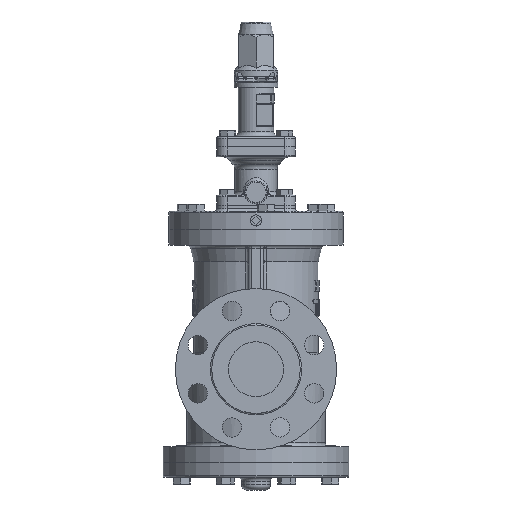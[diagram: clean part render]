
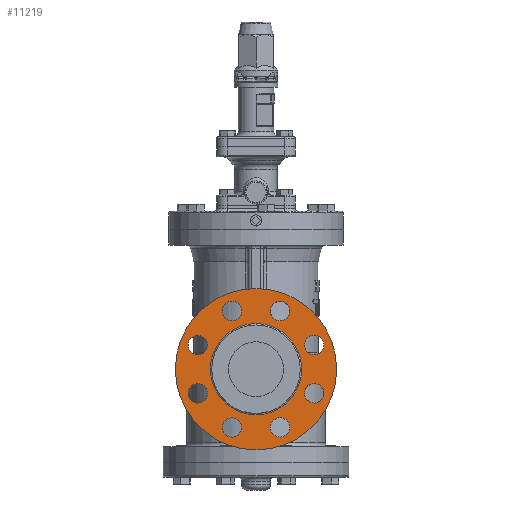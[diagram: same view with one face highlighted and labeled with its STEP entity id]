
A CAD part, left-side view. The second image highlights one B-rep face of the part: STEP entity #11219.
In plain terms, the highlighted planar face has unit normal (-1, 0, 0).
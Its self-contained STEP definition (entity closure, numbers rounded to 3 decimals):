
#743=FACE_BOUND('',#1710,.T.);
#744=FACE_BOUND('',#1711,.T.);
#745=FACE_BOUND('',#1712,.T.);
#746=FACE_BOUND('',#1713,.T.);
#747=FACE_BOUND('',#1714,.T.);
#748=FACE_BOUND('',#1715,.T.);
#749=FACE_BOUND('',#1716,.T.);
#750=FACE_BOUND('',#1717,.T.);
#751=FACE_BOUND('',#1718,.T.);
#934=FACE_OUTER_BOUND('',#1709,.T.);
#1709=EDGE_LOOP('',(#7635));
#1710=EDGE_LOOP('',(#7636));
#1711=EDGE_LOOP('',(#7637));
#1712=EDGE_LOOP('',(#7638));
#1713=EDGE_LOOP('',(#7639));
#1714=EDGE_LOOP('',(#7640));
#1715=EDGE_LOOP('',(#7641));
#1716=EDGE_LOOP('',(#7642));
#1717=EDGE_LOOP('',(#7643));
#1718=EDGE_LOOP('',(#7644));
#2594=CIRCLE('',#12003,95.5);
#2596=CIRCLE('',#12006,54.);
#2597=CIRCLE('',#12008,11.5);
#2598=CIRCLE('',#12009,11.5);
#2599=CIRCLE('',#12010,11.5);
#2600=CIRCLE('',#12011,11.5);
#2601=CIRCLE('',#12012,11.5);
#2602=CIRCLE('',#12013,11.5);
#2603=CIRCLE('',#12014,11.5);
#2604=CIRCLE('',#12015,11.5);
#4841=VERTEX_POINT('',#16741);
#4843=VERTEX_POINT('',#16746);
#4844=VERTEX_POINT('',#16749);
#4845=VERTEX_POINT('',#16751);
#4846=VERTEX_POINT('',#16753);
#4847=VERTEX_POINT('',#16755);
#4848=VERTEX_POINT('',#16757);
#4849=VERTEX_POINT('',#16759);
#4850=VERTEX_POINT('',#16761);
#4851=VERTEX_POINT('',#16763);
#5917=EDGE_CURVE('',#4841,#4841,#2594,.T.);
#5919=EDGE_CURVE('',#4843,#4843,#2596,.T.);
#5920=EDGE_CURVE('',#4844,#4844,#2597,.T.);
#5921=EDGE_CURVE('',#4845,#4845,#2598,.T.);
#5922=EDGE_CURVE('',#4846,#4846,#2599,.T.);
#5923=EDGE_CURVE('',#4847,#4847,#2600,.T.);
#5924=EDGE_CURVE('',#4848,#4848,#2601,.T.);
#5925=EDGE_CURVE('',#4849,#4849,#2602,.T.);
#5926=EDGE_CURVE('',#4850,#4850,#2603,.T.);
#5927=EDGE_CURVE('',#4851,#4851,#2604,.T.);
#7635=ORIENTED_EDGE('',*,*,#5917,.F.);
#7636=ORIENTED_EDGE('',*,*,#5920,.F.);
#7637=ORIENTED_EDGE('',*,*,#5921,.F.);
#7638=ORIENTED_EDGE('',*,*,#5922,.F.);
#7639=ORIENTED_EDGE('',*,*,#5923,.F.);
#7640=ORIENTED_EDGE('',*,*,#5924,.F.);
#7641=ORIENTED_EDGE('',*,*,#5925,.F.);
#7642=ORIENTED_EDGE('',*,*,#5926,.F.);
#7643=ORIENTED_EDGE('',*,*,#5927,.F.);
#7644=ORIENTED_EDGE('',*,*,#5919,.F.);
#10881=PLANE('',#12007);
#11219=ADVANCED_FACE('',(#934,#743,#744,#745,#746,#747,#748,#749,#750,#751),
#10881,.F.);
#12003=AXIS2_PLACEMENT_3D('',#16742,#13280,#13281);
#12006=AXIS2_PLACEMENT_3D('',#16747,#13286,#13287);
#12007=AXIS2_PLACEMENT_3D('',#16748,#13288,#13289);
#12008=AXIS2_PLACEMENT_3D('',#16750,#13290,#13291);
#12009=AXIS2_PLACEMENT_3D('',#16752,#13292,#13293);
#12010=AXIS2_PLACEMENT_3D('',#16754,#13294,#13295);
#12011=AXIS2_PLACEMENT_3D('',#16756,#13296,#13297);
#12012=AXIS2_PLACEMENT_3D('',#16758,#13298,#13299);
#12013=AXIS2_PLACEMENT_3D('',#16760,#13300,#13301);
#12014=AXIS2_PLACEMENT_3D('',#16762,#13302,#13303);
#12015=AXIS2_PLACEMENT_3D('',#16764,#13304,#13305);
#13280=DIRECTION('center_axis',(1.,0.,0.));
#13281=DIRECTION('ref_axis',(0.,0.,1.));
#13286=DIRECTION('center_axis',(-1.,0.,0.));
#13287=DIRECTION('ref_axis',(0.,0.,1.));
#13288=DIRECTION('center_axis',(1.,0.,0.));
#13289=DIRECTION('ref_axis',(0.,0.,-1.));
#13290=DIRECTION('center_axis',(-1.,0.,0.));
#13291=DIRECTION('ref_axis',(0.,-0.707,-0.707));
#13292=DIRECTION('center_axis',(-1.,0.,0.));
#13293=DIRECTION('ref_axis',(0.,-1.,0.));
#13294=DIRECTION('center_axis',(-1.,0.,0.));
#13295=DIRECTION('ref_axis',(0.,-0.707,0.707));
#13296=DIRECTION('center_axis',(-1.,0.,0.));
#13297=DIRECTION('ref_axis',(0.,0.,
1.));
#13298=DIRECTION('center_axis',(-1.,0.,0.));
#13299=DIRECTION('ref_axis',(0.,0.707,0.707));
#13300=DIRECTION('center_axis',(-1.,0.,0.));
#13301=DIRECTION('ref_axis',(0.,1.,0.));
#13302=DIRECTION('center_axis',(-1.,0.,0.));
#13303=DIRECTION('ref_axis',(0.,0.707,-0.707));
#13304=DIRECTION('center_axis',(-1.,0.,0.));
#13305=DIRECTION('ref_axis',(0.,0.,-1.));
#16741=CARTESIAN_POINT('',(-187.4,0.,-95.5));
#16742=CARTESIAN_POINT('Origin',(-187.4,0.,0.));
#16746=CARTESIAN_POINT('',(-187.4,0.,-54.));
#16747=CARTESIAN_POINT('Origin',(-187.4,0.,0.));
#16748=CARTESIAN_POINT('Origin',(-187.4,0.,0.));
#16749=CARTESIAN_POINT('',(-187.4,77.053,36.68));
#16750=CARTESIAN_POINT('Origin',(-187.4,68.921,28.548));
#16751=CARTESIAN_POINT('',(-187.4,80.421,-28.548));
#16752=CARTESIAN_POINT('Origin',(-187.4,68.921,-28.548));
#16753=CARTESIAN_POINT('',(-187.4,36.68,-77.053));
#16754=CARTESIAN_POINT('Origin',(-187.4,28.548,-68.921));
#16755=CARTESIAN_POINT('',(-187.4,-28.548,-80.421));
#16756=CARTESIAN_POINT('Origin',(-187.4,-28.548,-68.921));
#16757=CARTESIAN_POINT('',(-187.4,-68.921,-40.048));
#16758=CARTESIAN_POINT('Origin',(-187.4,-68.921,-28.548));
#16759=CARTESIAN_POINT('',(-187.4,-68.921,17.048));
#16760=CARTESIAN_POINT('Origin',(-187.4,-68.921,28.548));
#16761=CARTESIAN_POINT('',(-187.4,-28.548,57.421));
#16762=CARTESIAN_POINT('Origin',(-187.4,-28.548,68.921));
#16763=CARTESIAN_POINT('',(-187.4,28.548,57.421));
#16764=CARTESIAN_POINT('Origin',(-187.4,28.548,68.921));
